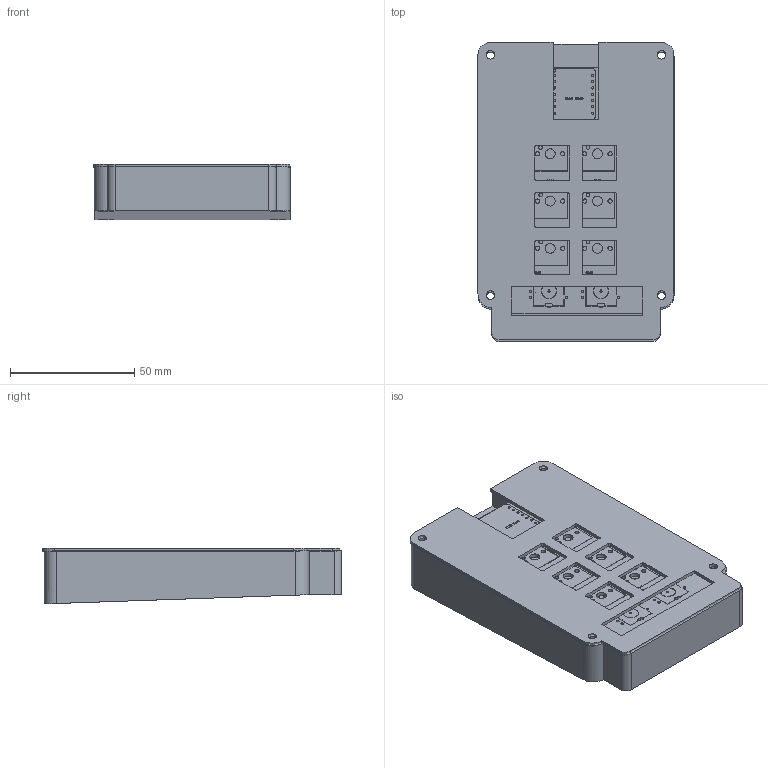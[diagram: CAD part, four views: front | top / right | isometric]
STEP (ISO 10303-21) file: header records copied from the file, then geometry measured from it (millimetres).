
FILE_DESCRIPTION(/* description */ (''),/* implementation_level */ '2;1');
FILE_NAME(/* name */ 'completeHackpad.step',/* time_stamp */ '2025-12-02T09:38:53-06:00',/* author */ (''),/* organization */ (''),/* preprocessor_version */ 'ST-DEVELOPER v20.1',/* originating_system */ 'Autodesk Translation Framework v14.21.0.0',/* authorisation */ '');
FILE_SCHEMA (('AUTOMOTIVE_DESIGN { 1 0 10303 214 3 1 1 }'));
Length unit declared in the file: millimetre
Products named in the file (10): (Unsaved); caseformacropad; macropad; Macropad 1; Macropad_silkscreen; Macropad_silkscreen_1; Macropad_soldermask; Macropad_soldermask_1; Macropad_PCB; macropadlid
Assembly tree (9 placements, depth 3):
  (Unsaved)
    caseformacropad
      macropad
    Macropad 1
      Macropad_silkscreen
      Macropad_silkscreen_1
      Macropad_soldermask
      Macropad_soldermask_1
      Macropad_PCB
    macropadlid
Bounding box: 79.02 x 120.55 x 22.51 mm (x, y, z)
Volume: 140092.7 mm3; surface area: 69039 mm2
Topology: 3 solids, 119 shells, 555 faces, 3889 edges, 3478 vertices
Faces by surface type: plane 274, bspline 162, cylinder 119
Full cylindrical faces by diameter (mm): 0.3 x9, 0.889 x14, 1 x10, 1.5 x12, 1.7 x12, 3.4 x8, 4 x6, 6 x4
Entity records: 39931 total; most frequent: CARTESIAN_POINT 10695, DIRECTION 5264, ORIENTED_EDGE 5120, EDGE_CURVE 3889, VERTEX_POINT 3478, LINE 2690, VECTOR 2690, AXIS2_PLACEMENT_3D 1287
